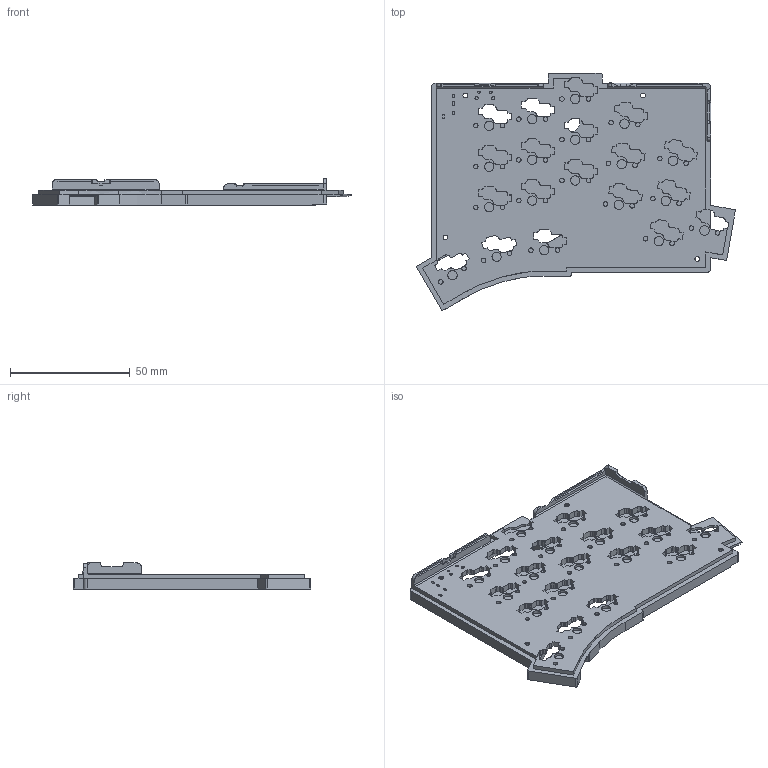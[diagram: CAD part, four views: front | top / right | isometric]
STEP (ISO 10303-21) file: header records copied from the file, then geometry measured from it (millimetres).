
FILE_DESCRIPTION(/* description */ (''),/* implementation_level */ '2;1');
FILE_NAME(/* name */ 'TOTEMcase_v08_6mm_BLE_tenting_bottom_R.step',/* time_stamp */ '2024-08-31T20:01:35+08:00',/* author */ (''),/* organization */ (''),/* preprocessor_version */ 'ST-DEVELOPER v20',/* originating_system */ 'Autodesk Translation Framework v13.14.0.145',/* authorisation */ '');
FILE_SCHEMA (('AUTOMOTIVE_DESIGN { 1 0 10303 214 3 1 1 }'));
Length unit declared in the file: millimetre
Products named in the file (1): TOTEMcase_v08_6mm_BLE_tenting_bottom_R
Bounding box: 133.11 x 99.01 x 10.89 mm (x, y, z)
Volume: 47385.7 mm3; surface area: 26505 mm2
Topology: 1 solids, 5 shells, 1169 faces, 3233 edges, 2136 vertices
Faces by surface type: plane 596, bspline 426, cylinder 126, cone 12, torus 9
Full cylindrical faces by diameter (mm): 1 x2, 1.01 x1, 1.041 x1, 1.3 x2, 1.9 x19, 2 x4, 3.9 x19, 4.3 x4, 9 x7
Entity records: 40179 total; most frequent: CARTESIAN_POINT 12762, ORIENTED_EDGE 6466, DIRECTION 4295, EDGE_CURVE 3233, VERTEX_POINT 2136, LINE 2083, VECTOR 2083, EDGE_LOOP 1255
